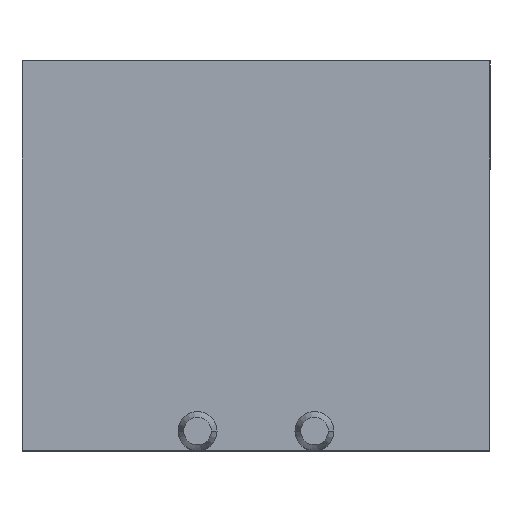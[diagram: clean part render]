
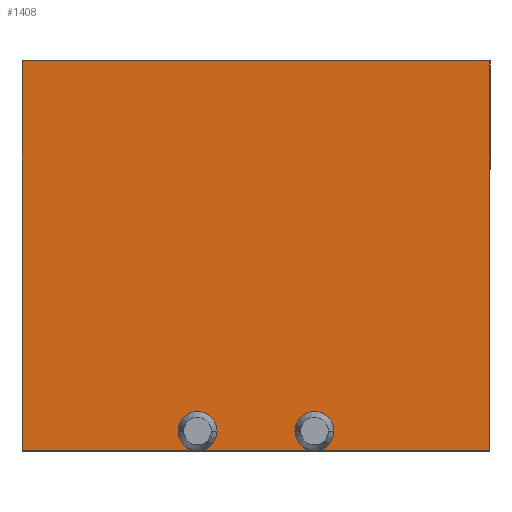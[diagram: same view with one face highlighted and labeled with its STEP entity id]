
A CAD part, top view. The second image highlights one B-rep face of the part: STEP entity #1408.
In plain terms, the highlighted face is planar.
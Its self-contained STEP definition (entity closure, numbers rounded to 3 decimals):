
#3 = LINE ( 'NONE', #1118, #865 ) ;
#39 = DIRECTION ( 'NONE',  ( 0., -1., 0. ) ) ;
#50 = EDGE_CURVE ( 'NONE', #1659, #3575, #3036, .T. ) ;
#224 = VERTEX_POINT ( 'NONE', #1257 ) ;
#243 = CARTESIAN_POINT ( 'NONE',  ( -4.5, 5., -3.7 ) ) ;
#441 = ORIENTED_EDGE ( 'NONE', *, *, #2114, .T. ) ;
#524 = DIRECTION ( 'NONE',  ( -1., 0., 0. ) ) ;
#615 = VECTOR ( 'NONE', #524, 1000. ) ;
#789 = DIRECTION ( 'NONE',  ( 0., -1., 0. ) ) ;
#837 = ORIENTED_EDGE ( 'NONE', *, *, #3059, .F. ) ;
#865 = VECTOR ( 'NONE', #789, 1000. ) ;
#1050 = ORIENTED_EDGE ( 'NONE', *, *, #50, .T. ) ;
#1089 = LINE ( 'NONE', #2767, #2776 ) ;
#1118 = CARTESIAN_POINT ( 'NONE',  ( -10.5, 2.5, -3.7 ) ) ;
#1140 = CARTESIAN_POINT ( 'NONE',  ( -4.5, 2.5, -3.7 ) ) ;
#1257 = CARTESIAN_POINT ( 'NONE',  ( -10.5, 0., -3.7 ) ) ;
#1321 = AXIS2_PLACEMENT_3D ( 'NONE', #1582, #1597, #2721 ) ;
#1408 = ADVANCED_FACE ( 'NONE', ( #2432 ), #3523, .T. ) ;
#1458 = VERTEX_POINT ( 'NONE', #2975 ) ;
#1582 = CARTESIAN_POINT ( 'NONE',  ( 0., 0., -3.7 ) ) ;
#1597 = DIRECTION ( 'NONE',  ( 0., 0., -1. ) ) ;
#1659 = VERTEX_POINT ( 'NONE', #243 ) ;
#1944 = VECTOR ( 'NONE', #39, 1000. ) ;
#2054 = EDGE_LOOP ( 'NONE', ( #2310, #1050, #441, #837 ) ) ;
#2101 = EDGE_CURVE ( 'NONE', #1458, #1659, #1089, .T. ) ;
#2114 = EDGE_CURVE ( 'NONE', #3575, #224, #3357, .T. ) ;
#2183 = DIRECTION ( 'NONE',  ( 1., 0., 0. ) ) ;
#2310 = ORIENTED_EDGE ( 'NONE', *, *, #2101, .T. ) ;
#2432 = FACE_OUTER_BOUND ( 'NONE', #2054, .T. ) ;
#2721 = DIRECTION ( 'NONE',  ( 1., 0., 0. ) ) ;
#2767 = CARTESIAN_POINT ( 'NONE',  ( 0., 5., -3.7 ) ) ;
#2776 = VECTOR ( 'NONE', #2183, 1000. ) ;
#2845 = CARTESIAN_POINT ( 'NONE',  ( -4.5, 0., -3.7 ) ) ;
#2975 = CARTESIAN_POINT ( 'NONE',  ( -10.5, 5., -3.7 ) ) ;
#3036 = LINE ( 'NONE', #1140, #1944 ) ;
#3059 = EDGE_CURVE ( 'NONE', #1458, #224, #3, .T. ) ;
#3357 = LINE ( 'NONE', #3552, #615 ) ;
#3523 = PLANE ( 'NONE',  #1321 ) ;
#3552 = CARTESIAN_POINT ( 'NONE',  ( 0., 0., -3.7 ) ) ;
#3575 = VERTEX_POINT ( 'NONE', #2845 ) ;
